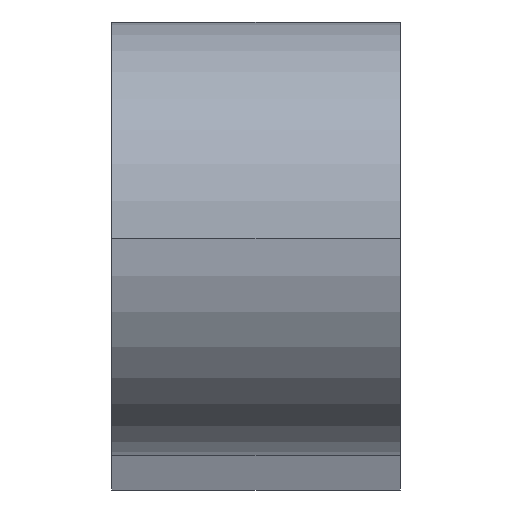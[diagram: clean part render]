
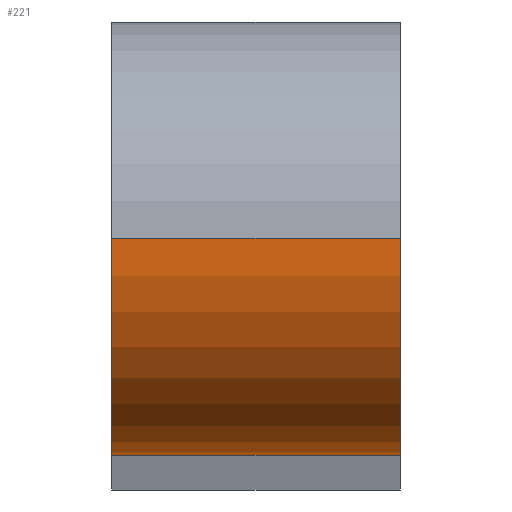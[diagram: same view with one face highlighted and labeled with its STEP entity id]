
A CAD part, top view. The second image highlights one B-rep face of the part: STEP entity #221.
In plain terms, the highlighted cylindrical face has radius 7.5 mm (diameter 15 mm), a partial arc.
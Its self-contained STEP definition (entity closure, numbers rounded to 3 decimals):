
#4 = CARTESIAN_POINT ( 'NONE',  ( 0., 0., 690. ) ) ;
#11 = CARTESIAN_POINT ( 'NONE',  ( 10., 0., 690. ) ) ;
#14 = CIRCLE ( 'NONE', #413, 7.5 ) ;
#16 = DIRECTION ( 'NONE',  ( 0., 0., -1. ) ) ;
#35 = DIRECTION ( 'NONE',  ( 0., 0., -1. ) ) ;
#42 = CARTESIAN_POINT ( 'NONE',  ( 10., -7.5, 690. ) ) ;
#48 = DIRECTION ( 'NONE',  ( -1., 0., 0. ) ) ;
#50 = LINE ( 'NONE', #42, #187 ) ;
#57 = ORIENTED_EDGE ( 'NONE', *, *, #278, .F. ) ;
#65 = CARTESIAN_POINT ( 'NONE',  ( 10., 0., 697.5 ) ) ;
#84 = EDGE_CURVE ( 'NONE', #158, #358, #50, .T. ) ;
#93 = VERTEX_POINT ( 'NONE', #277 ) ;
#100 = DIRECTION ( 'NONE',  ( 1., 0., 0. ) ) ;
#102 = DIRECTION ( 'NONE',  ( 1., 0., 0. ) ) ;
#127 = VERTEX_POINT ( 'NONE', #382 ) ;
#133 = EDGE_LOOP ( 'NONE', ( #57, #224, #424, #292 ) ) ;
#143 = CARTESIAN_POINT ( 'NONE',  ( 10., 0., 690. ) ) ;
#145 = EDGE_CURVE ( 'NONE', #127, #358, #246, .T. ) ;
#158 = VERTEX_POINT ( 'NONE', #273 ) ;
#160 = EDGE_CURVE ( 'NONE', #93, #127, #396, .T. ) ;
#187 = VECTOR ( 'NONE', #48, 1000. ) ;
#200 = DIRECTION ( 'NONE',  ( -1., 0., 0. ) ) ;
#216 = CARTESIAN_POINT ( 'NONE',  ( 0., -7.5, 690. ) ) ;
#221 = ADVANCED_FACE ( 'NONE', ( #404 ), #234, .T. ) ;
#224 = ORIENTED_EDGE ( 'NONE', *, *, #160, .T. ) ;
#234 = CYLINDRICAL_SURFACE ( 'NONE', #291, 7.5 ) ;
#246 = CIRCLE ( 'NONE', #354, 7.5 ) ;
#273 = CARTESIAN_POINT ( 'NONE',  ( 10., -7.5, 690. ) ) ;
#277 = CARTESIAN_POINT ( 'NONE',  ( 10., 0., 697.5 ) ) ;
#278 = EDGE_CURVE ( 'NONE', #93, #158, #14, .T. ) ;
#291 = AXIS2_PLACEMENT_3D ( 'NONE', #143, #372, #367 ) ;
#292 = ORIENTED_EDGE ( 'NONE', *, *, #84, .F. ) ;
#353 = VECTOR ( 'NONE', #200, 1000. ) ;
#354 = AXIS2_PLACEMENT_3D ( 'NONE', #4, #100, #16 ) ;
#358 = VERTEX_POINT ( 'NONE', #216 ) ;
#367 = DIRECTION ( 'NONE',  ( 0., 0., 1. ) ) ;
#372 = DIRECTION ( 'NONE',  ( -1., 0., 0. ) ) ;
#382 = CARTESIAN_POINT ( 'NONE',  ( 0., 0., 697.5 ) ) ;
#396 = LINE ( 'NONE', #65, #353 ) ;
#404 = FACE_OUTER_BOUND ( 'NONE', #133, .T. ) ;
#413 = AXIS2_PLACEMENT_3D ( 'NONE', #11, #102, #35 ) ;
#424 = ORIENTED_EDGE ( 'NONE', *, *, #145, .T. ) ;
